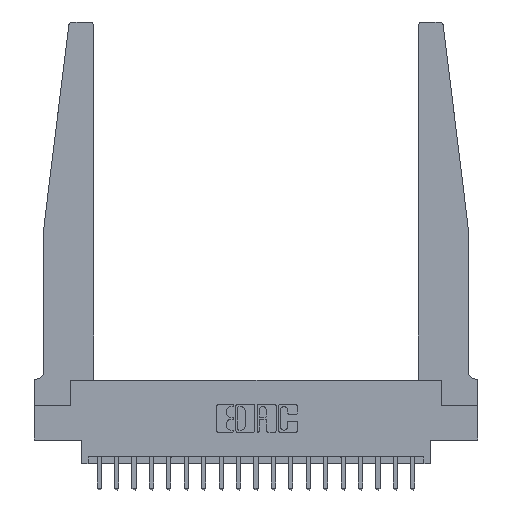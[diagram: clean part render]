
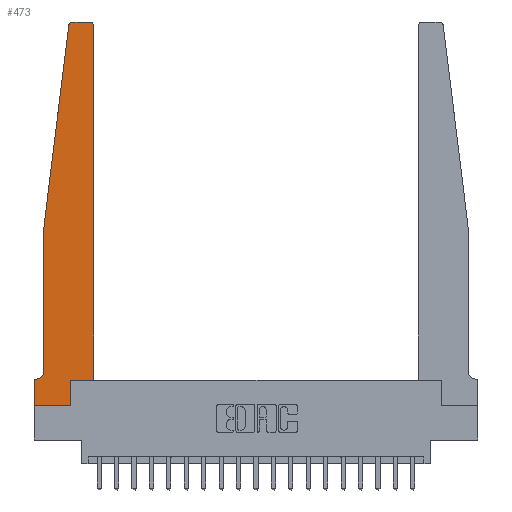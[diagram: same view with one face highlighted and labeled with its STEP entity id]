
A CAD part, top view. The second image highlights one B-rep face of the part: STEP entity #473.
In plain terms, the highlighted planar face has unit normal (0, 0, 1).
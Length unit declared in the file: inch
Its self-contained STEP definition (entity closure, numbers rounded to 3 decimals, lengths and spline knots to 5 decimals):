
#119 = ORIENTED_EDGE ( 'NONE', *, *, #12393, .T. ) ;
#257 = VERTEX_POINT ( 'NONE', #19124 ) ;
#394 = LINE ( 'NONE', #20011, #9636 ) ;
#465 = EDGE_CURVE ( 'NONE', #18910, #6813, #2849, .T. ) ;
#473 = ADVANCED_FACE ( 'NONE', ( #8187 ), #6464, .T. ) ;
#667 = AXIS2_PLACEMENT_3D ( 'NONE', #3227, #16385, #1860 ) ;
#971 = ORIENTED_EDGE ( 'NONE', *, *, #15772, .T. ) ;
#1381 = ORIENTED_EDGE ( 'NONE', *, *, #14303, .T. ) ;
#1504 = AXIS2_PLACEMENT_3D ( 'NONE', #7146, #16101, #17895 ) ;
#1609 = CARTESIAN_POINT ( 'NONE',  ( 0.2605, 0.18, 0.37 ) ) ;
#1649 = CARTESIAN_POINT ( 'NONE',  ( 0.015, 0.1875, 0.37 ) ) ;
#1860 = DIRECTION ( 'NONE',  ( -1., 0., 0. ) ) ;
#1936 = ORIENTED_EDGE ( 'NONE', *, *, #18632, .T. ) ;
#2236 = LINE ( 'NONE', #5543, #20768 ) ;
#2438 = ORIENTED_EDGE ( 'NONE', *, *, #465, .T. ) ;
#2849 = CIRCLE ( 'NONE', #1504, 0.03 ) ;
#3033 = CARTESIAN_POINT ( 'NONE',  ( 0.065, 0.2375, 0.37 ) ) ;
#3227 = CARTESIAN_POINT ( 'NONE',  ( 0.015, 0.2375, 0.37 ) ) ;
#3503 = DIRECTION ( 'NONE',  ( 0., 1., 0. ) ) ;
#4341 = VERTEX_POINT ( 'NONE', #12343 ) ;
#4775 = CARTESIAN_POINT ( 'NONE',  ( 0., 0.1875, 0.37 ) ) ;
#4972 = LINE ( 'NONE', #11427, #10367 ) ;
#5006 = VECTOR ( 'NONE', #6882, 39.37008 ) ;
#5519 = CARTESIAN_POINT ( 'NONE',  ( 0.425, 0.18, 0.37 ) ) ;
#5543 = CARTESIAN_POINT ( 'NONE',  ( 0., 0., 0.37 ) ) ;
#5689 = LINE ( 'NONE', #7374, #12474 ) ;
#6069 = ORIENTED_EDGE ( 'NONE', *, *, #16473, .T. ) ;
#6464 = PLANE ( 'NONE',  #11003 ) ;
#6584 = VERTEX_POINT ( 'NONE', #1649 ) ;
#6619 = LINE ( 'NONE', #15008, #20029 ) ;
#6638 = EDGE_CURVE ( 'NONE', #20111, #6584, #13859, .T. ) ;
#6813 = VERTEX_POINT ( 'NONE', #18290 ) ;
#6864 = DIRECTION ( 'NONE',  ( 1., 0., 0. ) ) ;
#6882 = DIRECTION ( 'NONE',  ( 0., 1., 0. ) ) ;
#6975 = CIRCLE ( 'NONE', #15117, 0.03 ) ;
#7036 = VERTEX_POINT ( 'NONE', #12871 ) ;
#7146 = CARTESIAN_POINT ( 'NONE',  ( 0.395, 2.72, 0.37 ) ) ;
#7229 = LINE ( 'NONE', #15387, #9957 ) ;
#7333 = DIRECTION ( 'NONE',  ( -1., 0., 0. ) ) ;
#7374 = CARTESIAN_POINT ( 'NONE',  ( 0.065, 1.25, 0.37 ) ) ;
#7526 = CARTESIAN_POINT ( 'NONE',  ( 0.27653, 2.72, 0.37 ) ) ;
#7839 = DIRECTION ( 'NONE',  ( 1., 0., 0. ) ) ;
#7942 = VERTEX_POINT ( 'NONE', #15044 ) ;
#8030 = ORIENTED_EDGE ( 'NONE', *, *, #16716, .T. ) ;
#8160 = CARTESIAN_POINT ( 'NONE',  ( 0.2605, 0., 0.37 ) ) ;
#8187 = FACE_OUTER_BOUND ( 'NONE', #16781, .T. ) ;
#8500 = LINE ( 'NONE', #10181, #17883 ) ;
#9636 = VECTOR ( 'NONE', #6864, 39.37008 ) ;
#9838 = DIRECTION ( 'NONE',  ( 0., -1., 0. ) ) ;
#9957 = VECTOR ( 'NONE', #7333, 39.37008 ) ;
#10181 = CARTESIAN_POINT ( 'NONE',  ( 0.2605, 0.18, 0.37 ) ) ;
#10367 = VECTOR ( 'NONE', #9838, 39.37008 ) ;
#10398 = DIRECTION ( 'NONE',  ( 1., 0., 0. ) ) ;
#10583 = CARTESIAN_POINT ( 'NONE',  ( 0., 0.1875, 0.37 ) ) ;
#10746 = LINE ( 'NONE', #15416, #13710 ) ;
#10857 = EDGE_CURVE ( 'NONE', #257, #16575, #2236, .T. ) ;
#11003 = AXIS2_PLACEMENT_3D ( 'NONE', #4775, #13024, #14398 ) ;
#11294 = ORIENTED_EDGE ( 'NONE', *, *, #11308, .T. ) ;
#11308 = EDGE_CURVE ( 'NONE', #13587, #18910, #18111, .T. ) ;
#11427 = CARTESIAN_POINT ( 'NONE',  ( 0.065, 1.25, 0.37 ) ) ;
#12037 = VERTEX_POINT ( 'NONE', #1609 ) ;
#12343 = CARTESIAN_POINT ( 'NONE',  ( 0.065, 1.25, 0.37 ) ) ;
#12393 = EDGE_CURVE ( 'NONE', #19962, #257, #6619, .T. ) ;
#12474 = VECTOR ( 'NONE', #12564, 39.37008 ) ;
#12564 = DIRECTION ( 'NONE',  ( -0.122, -0.992, 0. ) ) ;
#12871 = CARTESIAN_POINT ( 'NONE',  ( 0.24675, 2.72367, 0.37 ) ) ;
#12879 = DIRECTION ( 'NONE',  ( 0., -1., 0. ) ) ;
#13024 = DIRECTION ( 'NONE',  ( 0., 0., 1. ) ) ;
#13587 = VERTEX_POINT ( 'NONE', #17464 ) ;
#13710 = VECTOR ( 'NONE', #13925, 39.37008 ) ;
#13859 = CIRCLE ( 'NONE', #667, 0.05 ) ;
#13925 = DIRECTION ( 'NONE',  ( -1., 0., 0. ) ) ;
#14303 = EDGE_CURVE ( 'NONE', #6813, #7942, #7229, .T. ) ;
#14398 = DIRECTION ( 'NONE',  ( 1., 0., 0. ) ) ;
#14848 = ORIENTED_EDGE ( 'NONE', *, *, #19364, .T. ) ;
#15008 = CARTESIAN_POINT ( 'NONE',  ( 0., 0., 0.37 ) ) ;
#15044 = CARTESIAN_POINT ( 'NONE',  ( 0.27653, 2.75, 0.37 ) ) ;
#15117 = AXIS2_PLACEMENT_3D ( 'NONE', #7526, #17165, #7839 ) ;
#15161 = EDGE_CURVE ( 'NONE', #12037, #13587, #394, .T. ) ;
#15387 = CARTESIAN_POINT ( 'NONE',  ( 0.25, 2.75, 0.37 ) ) ;
#15416 = CARTESIAN_POINT ( 'NONE',  ( 0.065, 0.1875, 0.37 ) ) ;
#15772 = EDGE_CURVE ( 'NONE', #6584, #19962, #10746, .T. ) ;
#16101 = DIRECTION ( 'NONE',  ( 0., 0., 1. ) ) ;
#16385 = DIRECTION ( 'NONE',  ( 0., 0., -1. ) ) ;
#16473 = EDGE_CURVE ( 'NONE', #7942, #7036, #6975, .T. ) ;
#16575 = VERTEX_POINT ( 'NONE', #8160 ) ;
#16584 = CARTESIAN_POINT ( 'NONE',  ( 0.425, 2.72, 0.37 ) ) ;
#16716 = EDGE_CURVE ( 'NONE', #4341, #20111, #4972, .T. ) ;
#16781 = EDGE_LOOP ( 'NONE', ( #1381, #6069, #1936, #8030, #17676, #971, #119, #20611, #14848, #17297, #11294, #2438 ) ) ;
#17165 = DIRECTION ( 'NONE',  ( 0., 0., 1. ) ) ;
#17297 = ORIENTED_EDGE ( 'NONE', *, *, #15161, .T. ) ;
#17464 = CARTESIAN_POINT ( 'NONE',  ( 0.425, 0.18, 0.37 ) ) ;
#17676 = ORIENTED_EDGE ( 'NONE', *, *, #6638, .T. ) ;
#17883 = VECTOR ( 'NONE', #3503, 39.37008 ) ;
#17895 = DIRECTION ( 'NONE',  ( 1., 0., 0. ) ) ;
#18111 = LINE ( 'NONE', #5519, #5006 ) ;
#18290 = CARTESIAN_POINT ( 'NONE',  ( 0.395, 2.75, 0.37 ) ) ;
#18632 = EDGE_CURVE ( 'NONE', #7036, #4341, #5689, .T. ) ;
#18910 = VERTEX_POINT ( 'NONE', #16584 ) ;
#19124 = CARTESIAN_POINT ( 'NONE',  ( 0., 0., 0.37 ) ) ;
#19364 = EDGE_CURVE ( 'NONE', #16575, #12037, #8500, .T. ) ;
#19962 = VERTEX_POINT ( 'NONE', #10583 ) ;
#20011 = CARTESIAN_POINT ( 'NONE',  ( 0.425, 0.18, 0.37 ) ) ;
#20029 = VECTOR ( 'NONE', #12879, 39.37008 ) ;
#20111 = VERTEX_POINT ( 'NONE', #3033 ) ;
#20611 = ORIENTED_EDGE ( 'NONE', *, *, #10857, .T. ) ;
#20768 = VECTOR ( 'NONE', #10398, 39.37008 ) ;
